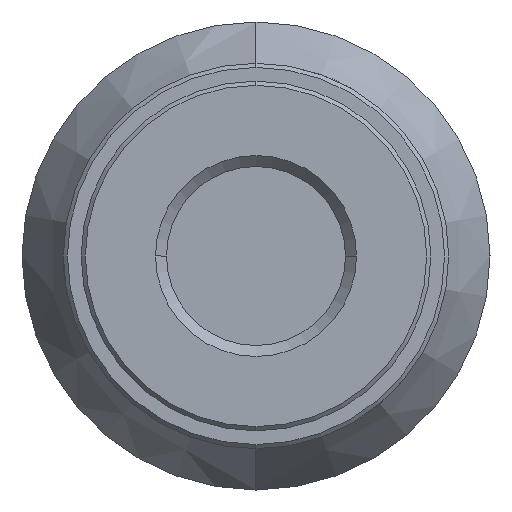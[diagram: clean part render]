
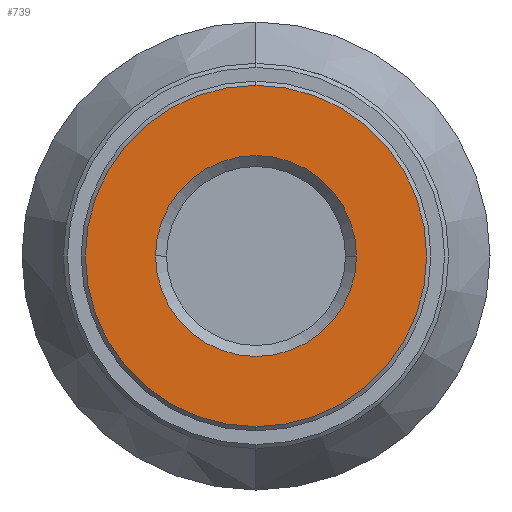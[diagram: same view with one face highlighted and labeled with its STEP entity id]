
A CAD part, left-side view. The second image highlights one B-rep face of the part: STEP entity #739.
In plain terms, the highlighted planar face has unit normal (-1, 0, 0).
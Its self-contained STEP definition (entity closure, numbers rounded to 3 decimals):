
#58 = AXIS2_PLACEMENT_3D ( 'NONE', #68, #1345, #1532 ) ;
#68 = CARTESIAN_POINT ( 'NONE',  ( -69.126, 0., 0. ) ) ;
#131 = DIRECTION ( 'NONE',  ( 1., 0., 0. ) ) ;
#187 = ORIENTED_EDGE ( 'NONE', *, *, #804, .F. ) ;
#271 = CIRCLE ( 'NONE', #58, 7.3 ) ;
#290 = DIRECTION ( 'NONE',  ( 1., 0., 0. ) ) ;
#300 = CARTESIAN_POINT ( 'NONE',  ( -69.126, -7.3, 0. ) ) ;
#472 = CARTESIAN_POINT ( 'NONE',  ( -69.126, 0., -12.4 ) ) ;
#569 = VERTEX_POINT ( 'NONE', #1163 ) ;
#574 = ORIENTED_EDGE ( 'NONE', *, *, #2389, .F. ) ;
#738 = FACE_BOUND ( 'NONE', #2185, .T. ) ;
#739 = ADVANCED_FACE ( 'NONE', ( #738, #1484 ), #1397, .F. ) ;
#763 = CIRCLE ( 'NONE', #1950, 12.4 ) ;
#804 = EDGE_CURVE ( 'NONE', #2247, #1087, #1400, .T. ) ;
#1030 = DIRECTION ( 'NONE',  ( 0., 0.815, -0.58 ) ) ;
#1087 = VERTEX_POINT ( 'NONE', #1892 ) ;
#1126 = DIRECTION ( 'NONE',  ( 1., 0., 0. ) ) ;
#1139 = CIRCLE ( 'NONE', #2018, 7.3 ) ;
#1163 = CARTESIAN_POINT ( 'NONE',  ( -69.126, 7.3, 0. ) ) ;
#1300 = DIRECTION ( 'NONE',  ( 0., 0., -1. ) ) ;
#1306 = CARTESIAN_POINT ( 'NONE',  ( -69.126, 0., 0. ) ) ;
#1315 = EDGE_LOOP ( 'NONE', ( #187, #2091 ) ) ;
#1345 = DIRECTION ( 'NONE',  ( -1., 0., 0. ) ) ;
#1391 = ORIENTED_EDGE ( 'NONE', *, *, #2175, .F. ) ;
#1397 = PLANE ( 'NONE',  #1615 ) ;
#1400 = CIRCLE ( 'NONE', #2019, 12.4 ) ;
#1413 = CARTESIAN_POINT ( 'NONE',  ( -69.126, -17.501, -2.945 ) ) ;
#1484 = FACE_OUTER_BOUND ( 'NONE', #1315, .T. ) ;
#1532 = DIRECTION ( 'NONE',  ( 0., -1., 0. ) ) ;
#1615 = AXIS2_PLACEMENT_3D ( 'NONE', #1413, #290, #1030 ) ;
#1635 = DIRECTION ( 'NONE',  ( 0., 0., -1. ) ) ;
#1713 = DIRECTION ( 'NONE',  ( -1., 0., 0. ) ) ;
#1732 = VERTEX_POINT ( 'NONE', #300 ) ;
#1892 = CARTESIAN_POINT ( 'NONE',  ( -69.126, 0., 12.4 ) ) ;
#1950 = AXIS2_PLACEMENT_3D ( 'NONE', #2227, #1126, #1300 ) ;
#2018 = AXIS2_PLACEMENT_3D ( 'NONE', #1306, #1713, #2275 ) ;
#2019 = AXIS2_PLACEMENT_3D ( 'NONE', #2186, #131, #1635 ) ;
#2090 = EDGE_CURVE ( 'NONE', #1087, #2247, #763, .T. ) ;
#2091 = ORIENTED_EDGE ( 'NONE', *, *, #2090, .F. ) ;
#2175 = EDGE_CURVE ( 'NONE', #1732, #569, #1139, .T. ) ;
#2185 = EDGE_LOOP ( 'NONE', ( #1391, #574 ) ) ;
#2186 = CARTESIAN_POINT ( 'NONE',  ( -69.126, 0., 0. ) ) ;
#2227 = CARTESIAN_POINT ( 'NONE',  ( -69.126, 0., 0. ) ) ;
#2247 = VERTEX_POINT ( 'NONE', #472 ) ;
#2275 = DIRECTION ( 'NONE',  ( 0., -1., 0. ) ) ;
#2389 = EDGE_CURVE ( 'NONE', #569, #1732, #271, .T. ) ;
